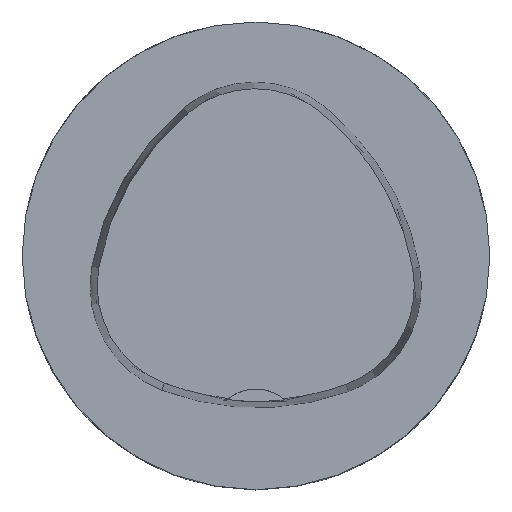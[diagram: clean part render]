
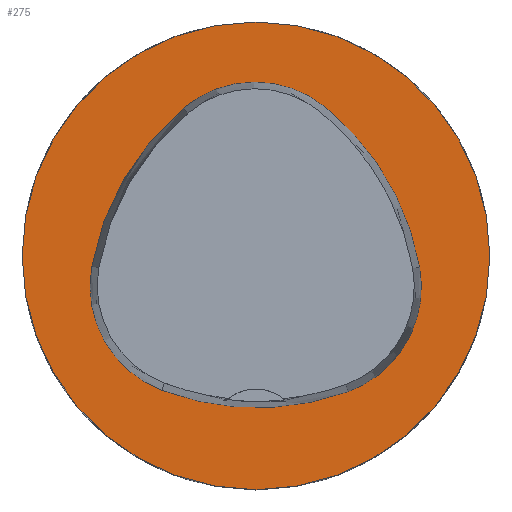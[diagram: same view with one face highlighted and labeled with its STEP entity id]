
A CAD part, top view. The second image highlights one B-rep face of the part: STEP entity #275.
In plain terms, the highlighted planar face has unit normal (0, 0, 1).
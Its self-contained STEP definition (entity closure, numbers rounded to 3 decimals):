
#136=FACE_BOUND('',#517,.T.);
#137=FACE_BOUND('',#518,.T.);
#192=CIRCLE('',#1940,31.5);
#193=CIRCLE('',#1946,36.);
#195=CIRCLE('',#1949,15.);
#197=CIRCLE('',#1952,36.);
#199=CIRCLE('',#1955,15.);
#202=CIRCLE('',#1959,36.);
#205=CIRCLE('',#1963,15.);
#275=ADVANCED_FACE('',(#136,#137),#336,.T.);
#336=PLANE('',#1968);
#517=EDGE_LOOP('',(#1221,#1222,#1223,#1224,#1225,#1226));
#518=EDGE_LOOP('',(#1227));
#1221=ORIENTED_EDGE('',*,*,#1696,.F.);
#1222=ORIENTED_EDGE('',*,*,#1691,.F.);
#1223=ORIENTED_EDGE('',*,*,#1686,.F.);
#1224=ORIENTED_EDGE('',*,*,#1683,.F.);
#1225=ORIENTED_EDGE('',*,*,#1680,.F.);
#1226=ORIENTED_EDGE('',*,*,#1676,.F.);
#1227=ORIENTED_EDGE('',*,*,#1667,.T.);
#1453=VERTEX_POINT('',#3136);
#1462=VERTEX_POINT('',#3155);
#1463=VERTEX_POINT('',#3156);
#1466=VERTEX_POINT('',#3164);
#1468=VERTEX_POINT('',#3170);
#1470=VERTEX_POINT('',#3176);
#1474=VERTEX_POINT('',#3189);
#1667=EDGE_CURVE('',#1453,#1453,#192,.T.);
#1676=EDGE_CURVE('',#1462,#1463,#193,.T.);
#1680=EDGE_CURVE('',#1463,#1466,#195,.T.);
#1683=EDGE_CURVE('',#1466,#1468,#197,.T.);
#1686=EDGE_CURVE('',#1468,#1470,#199,.T.);
#1691=EDGE_CURVE('',#1470,#1474,#202,.T.);
#1696=EDGE_CURVE('',#1474,#1462,#205,.T.);
#1940=AXIS2_PLACEMENT_3D('',#3135,#2362,#2363);
#1946=AXIS2_PLACEMENT_3D('',#3154,#2378,#2379);
#1949=AXIS2_PLACEMENT_3D('',#3163,#2386,#2387);
#1952=AXIS2_PLACEMENT_3D('',#3169,#2393,#2394);
#1955=AXIS2_PLACEMENT_3D('',#3175,#2400,#2401);
#1959=AXIS2_PLACEMENT_3D('',#3188,#2409,#2410);
#1963=AXIS2_PLACEMENT_3D('',#3201,#2418,#2419);
#1968=AXIS2_PLACEMENT_3D('',#3206,#2428,#2429);
#2362=DIRECTION('',(0.,0.,1.));
#2363=DIRECTION('',(1.,0.,0.));
#2378=DIRECTION('',(0.,0.,1.));
#2379=DIRECTION('',(1.,0.,0.));
#2386=DIRECTION('',(0.,0.,1.));
#2387=DIRECTION('',(1.,0.,0.));
#2393=DIRECTION('',(0.,0.,1.));
#2394=DIRECTION('',(1.,0.,0.));
#2400=DIRECTION('',(0.,0.,1.));
#2401=DIRECTION('',(1.,0.,0.));
#2409=DIRECTION('',(0.,0.,1.));
#2410=DIRECTION('',(1.,0.,0.));
#2418=DIRECTION('',(0.,0.,1.));
#2419=DIRECTION('',(1.,0.,0.));
#2428=DIRECTION('',(0.,0.,1.));
#2429=DIRECTION('',(-1.,0.,0.));
#3135=CARTESIAN_POINT('',(0.,0.,0.));
#3136=CARTESIAN_POINT('',(31.5,0.,0.));
#3154=CARTESIAN_POINT('',(-13.398,-7.893,0.));
#3155=CARTESIAN_POINT('',(22.041,-1.562,0.));
#3156=CARTESIAN_POINT('',(9.317,20.036,0.));
#3163=CARTESIAN_POINT('',(-0.148,8.399,0.));
#3164=CARTESIAN_POINT('',(-9.779,19.898,0.));
#3169=CARTESIAN_POINT('',(13.337,-7.7,0.));
#3170=CARTESIAN_POINT('',(-22.122,-1.48,0.));
#3175=CARTESIAN_POINT('',(-7.347,-4.071,0.));
#3176=CARTESIAN_POINT('',(-12.693,-18.087,0.));
#3188=CARTESIAN_POINT('',(0.137,15.55,0.));
#3189=CARTESIAN_POINT('',(12.373,-18.307,0.));
#3201=CARTESIAN_POINT('',(7.275,-4.2,0.));
#3206=CARTESIAN_POINT('',(0.,0.,0.));
